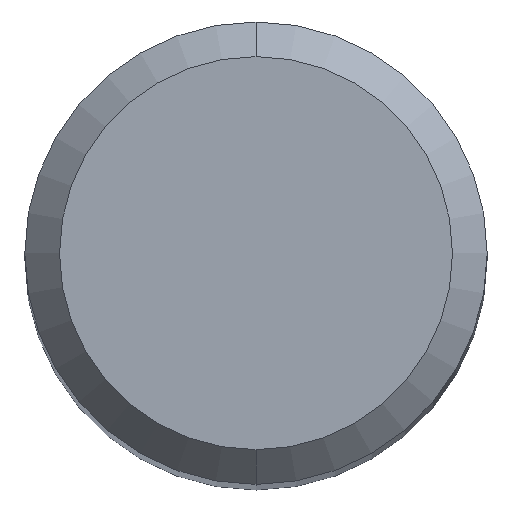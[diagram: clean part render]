
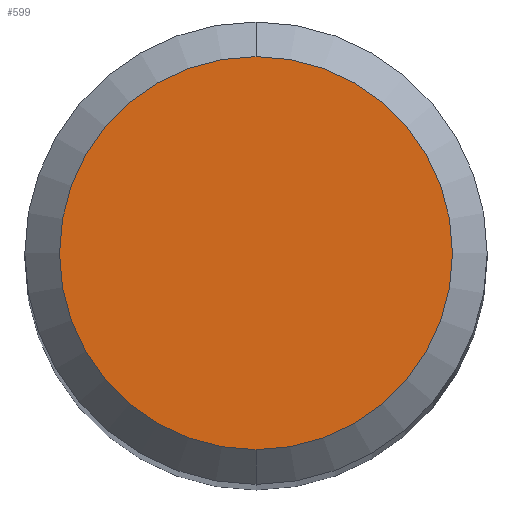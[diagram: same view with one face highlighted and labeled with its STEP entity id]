
A CAD part, top view. The second image highlights one B-rep face of the part: STEP entity #599.
In plain terms, the highlighted planar face has unit normal (0, 0, 1).
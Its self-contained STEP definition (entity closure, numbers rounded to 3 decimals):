
#547=VERTEX_POINT('',#1237);
#599=ADVANCED_FACE('',(#1294),#1295,.T.);
#747=EDGE_CURVE('',#547,#949,#1458,.T.);
#825=EDGE_CURVE('',#949,#547,#1541,.T.);
#949=VERTEX_POINT('',#1675);
#1237=CARTESIAN_POINT('',(0.0,1.7,0.0));
#1294=FACE_OUTER_BOUND('',#2504,.T.);
#1295=PLANE('',#2505);
#1458=CIRCLE('',#3109,1.7);
#1541=CIRCLE('',#3366,1.7);
#1675=CARTESIAN_POINT('',(0.,-1.7,0.0));
#2504=EDGE_LOOP('',(#4308,#4309));
#2505=AXIS2_PLACEMENT_3D('',#4310,#4311,#4312);
#3109=AXIS2_PLACEMENT_3D('',#4488,#4489,#4490);
#3366=AXIS2_PLACEMENT_3D('',#4563,#4564,#4565);
#4308=ORIENTED_EDGE('',*,*,#747,.F.);
#4309=ORIENTED_EDGE('',*,*,#825,.F.);
#4310=CARTESIAN_POINT('',(0.0,0.85,0.0));
#4311=DIRECTION('',(-0.0,0.0,1.0));
#4312=DIRECTION('',(0.0,-1.0,0.0));
#4488=CARTESIAN_POINT('',(0.0,0.0,0.0));
#4489=DIRECTION('',(0.0,0.0,-1.0));
#4490=DIRECTION('',(0.0,1.0,0.0));
#4563=CARTESIAN_POINT('',(0.0,0.0,0.0));
#4564=DIRECTION('',(0.0,0.0,-1.0));
#4565=DIRECTION('',(0.0,1.0,0.0));
